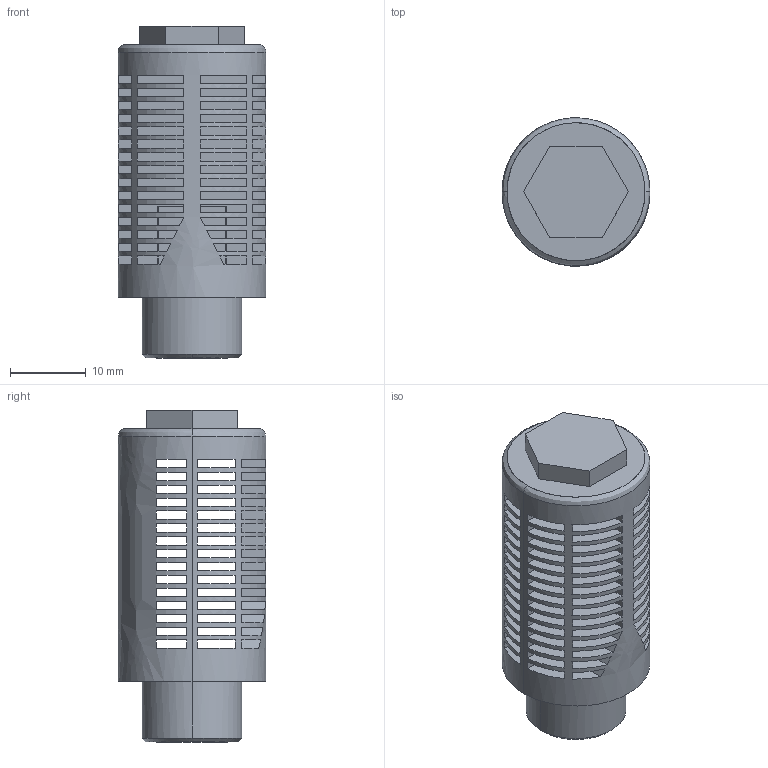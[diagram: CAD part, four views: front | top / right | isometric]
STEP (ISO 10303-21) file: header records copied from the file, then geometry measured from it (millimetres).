
FILE_DESCRIPTION(/* description */ (''),/* implementation_level */ '2;1');
FILE_NAME(/* name */ 'MV11~B4C',/* time_stamp */ '2018-11-13T15:35:05+01:00',/* author */ (''),/* organization */ (''),/* preprocessor_version */ 'ST-DEVELOPER v15',/* originating_system */ '',/* authorisation */ '');
FILE_SCHEMA (('CONFIG_CONTROL_DESIGN'));
Length unit declared in the file: millimetre
Products named in the file (1): Document
Bounding box: 19.5 x 19.5 x 43.75 mm (x, y, z)
Volume: 311.8 mm3; surface area: 9896.8 mm2
Topology: 1 solids, 341 shells, 348 faces, 2269 edges, 2263 vertices
Faces by surface type: plane 334, bspline 14
Entity records: 19757 total; most frequent: CARTESIAN_POINT 8105, ORIENTED_EDGE 2287, EDGE_CURVE 2269, VERTEX_POINT 2263, B_SPLINE_CURVE_WITH_KNOTS 1818, EDGE_LOOP 444, ADVANCED_FACE 348, FACE_OUTER_BOUND 348
